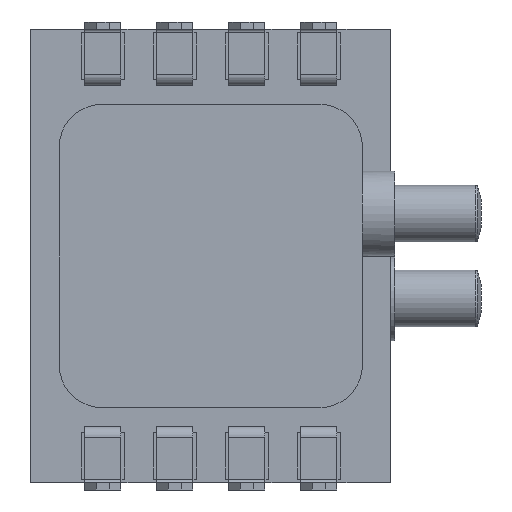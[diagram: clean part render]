
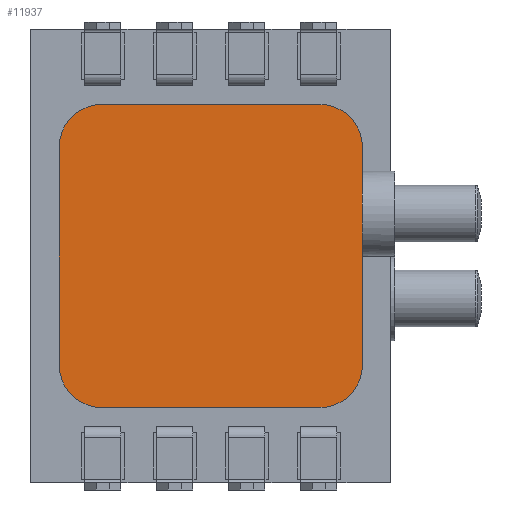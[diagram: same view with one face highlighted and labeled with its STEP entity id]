
A CAD part, front view. The second image highlights one B-rep face of the part: STEP entity #11937.
In plain terms, the highlighted planar face has unit normal (0, -1, 0).
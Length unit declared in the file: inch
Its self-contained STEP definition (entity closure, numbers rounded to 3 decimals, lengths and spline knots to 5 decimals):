
#1734 = EDGE_CURVE ( 'NONE', #9765, #10119, #12639, .T. ) ;
#1740 = EDGE_CURVE ( 'NONE', #10068, #10105, #12625, .T. ) ;
#1882 = EDGE_CURVE ( 'NONE', #9964, #10089, #12345, .T. ) ;
#1883 = EDGE_CURVE ( 'NONE', #9963, #9927, #12343, .T. ) ;
#1889 = EDGE_CURVE ( 'NONE', #10089, #9963, #12335, .T. ) ;
#1891 = EDGE_CURVE ( 'NONE', #9733, #9964, #12350, .T. ) ;
#1895 = EDGE_CURVE ( 'NONE', #9981, #10068, #12323, .T. ) ;
#1896 = EDGE_CURVE ( 'NONE', #10119, #9733, #12321, .T. ) ;
#1899 = EDGE_CURVE ( 'NONE', #9927, #9981, #12330, .T. ) ;
#1900 = EDGE_CURVE ( 'NONE', #10105, #9765, #12319, .T. ) ;
#3324 = DIRECTION ( 'NONE',  ( 0., 0., -1. ) ) ;
#3328 = CARTESIAN_POINT ( 'NONE',  ( 0.2105, -0.13578, -0.1515 ) ) ;
#3333 = DIRECTION ( 'NONE',  ( 1., 0., 0. ) ) ;
#3335 = CARTESIAN_POINT ( 'NONE',  ( -0.1515, -0.13578, 0.2105 ) ) ;
#3352 = DIRECTION ( 'NONE',  ( 0., 0., -1. ) ) ;
#3353 = DIRECTION ( 'NONE',  ( 0., 1., 0. ) ) ;
#3361 = DIRECTION ( 'NONE',  ( 0., 0., 1. ) ) ;
#3362 = DIRECTION ( 'NONE',  ( 0., 1., 0. ) ) ;
#3375 = CARTESIAN_POINT ( 'NONE',  ( 0.1515, -0.13578, -0.1515 ) ) ;
#3381 = CARTESIAN_POINT ( 'NONE',  ( 0.1515, -0.13578, 0.1515 ) ) ;
#3387 = DIRECTION ( 'NONE',  ( -1., 0., 0. ) ) ;
#3398 = DIRECTION ( 'NONE',  ( 0., 0., 1. ) ) ;
#3399 = CARTESIAN_POINT ( 'NONE',  ( -0.2105, -0.13578, -0.1515 ) ) ;
#3433 = CARTESIAN_POINT ( 'NONE',  ( -0.1515, -0.13578, -0.2105 ) ) ;
#3437 = DIRECTION ( 'NONE',  ( 0., 0., 1. ) ) ;
#3438 = DIRECTION ( 'NONE',  ( 0., 1., 0. ) ) ;
#3439 = CARTESIAN_POINT ( 'NONE',  ( -0.1515, -0.13578, 0.1515 ) ) ;
#3440 = DIRECTION ( 'NONE',  ( 0., 0., 1. ) ) ;
#3441 = DIRECTION ( 'NONE',  ( 0., 1., 0. ) ) ;
#3446 = CARTESIAN_POINT ( 'NONE',  ( -0.1515, -0.13578, -0.1515 ) ) ;
#3607 = CARTESIAN_POINT ( 'NONE',  ( 0.1515, -0.13578, 0.2105 ) ) ;
#3668 = CARTESIAN_POINT ( 'NONE',  ( -0.1515, -0.13578, -0.2105 ) ) ;
#3669 = CARTESIAN_POINT ( 'NONE',  ( -0.2105, -0.13578, 0.1515 ) ) ;
#3782 = CARTESIAN_POINT ( 'NONE',  ( -0.1515, -0.13578, 0.2105 ) ) ;
#4260 = CARTESIAN_POINT ( 'NONE',  ( 0.2105, -0.13578, 0.02205 ) ) ;
#4349 = CARTESIAN_POINT ( 'NONE',  ( 0.1515, -0.13578, -0.2105 ) ) ;
#4437 = CARTESIAN_POINT ( 'NONE',  ( 0.2105, -0.13578, -0.1515 ) ) ;
#4457 = CARTESIAN_POINT ( 'NONE',  ( 0.2105, -0.13578, 0.09595 ) ) ;
#4479 = CARTESIAN_POINT ( 'NONE',  ( -0.2105, -0.13578, -0.1515 ) ) ;
#4508 = CARTESIAN_POINT ( 'NONE',  ( 0.2105, -0.13578, 0.1515 ) ) ;
#6402 = EDGE_LOOP ( 'NONE', ( #13397, #13396, #13395, #13394, #13393, #13392, #13391, #13390, #13389, #13388 ) ) ;
#7230 = FACE_OUTER_BOUND ( 'NONE', #6402, .T. ) ;
#7729 = PLANE ( 'NONE',  #11588 ) ;
#8120 = DIRECTION ( 'NONE',  ( 0., -1., 0. ) ) ;
#8337 = DIRECTION ( 'NONE',  ( 0., 0., 1. ) ) ;
#8433 = CARTESIAN_POINT ( 'NONE',  ( -0.1515, -0.13578, 0.1515 ) ) ;
#9733 = VERTEX_POINT ( 'NONE', #4349 ) ;
#9765 = VERTEX_POINT ( 'NONE', #4260 ) ;
#9927 = VERTEX_POINT ( 'NONE', #3782 ) ;
#9963 = VERTEX_POINT ( 'NONE', #3669 ) ;
#9964 = VERTEX_POINT ( 'NONE', #3668 ) ;
#9981 = VERTEX_POINT ( 'NONE', #3607 ) ;
#10068 = VERTEX_POINT ( 'NONE', #4508 ) ;
#10089 = VERTEX_POINT ( 'NONE', #4479 ) ;
#10105 = VERTEX_POINT ( 'NONE', #4457 ) ;
#10119 = VERTEX_POINT ( 'NONE', #4437 ) ;
#11256 = AXIS2_PLACEMENT_3D ( 'NONE', #3375, #3353, #3352 ) ;
#11258 = AXIS2_PLACEMENT_3D ( 'NONE', #3381, #3362, #3361 ) ;
#11260 = AXIS2_PLACEMENT_3D ( 'NONE', #3439, #3438, #3437 ) ;
#11261 = AXIS2_PLACEMENT_3D ( 'NONE', #3446, #3441, #3440 ) ;
#11588 = AXIS2_PLACEMENT_3D ( 'NONE', #8433, #8120, #8337 ) ;
#11937 = ADVANCED_FACE ( 'NONE', ( #7230 ), #7729, .T. ) ;
#12318 = VECTOR ( 'NONE', #3324, 39.37008 ) ;
#12319 = LINE ( 'NONE', #3328, #12318 ) ;
#12321 = CIRCLE ( 'NONE', #11256, 0.059 ) ;
#12322 = VECTOR ( 'NONE', #3333, 39.37008 ) ;
#12323 = CIRCLE ( 'NONE', #11258, 0.059 ) ;
#12330 = LINE ( 'NONE', #3335, #12322 ) ;
#12331 = VECTOR ( 'NONE', #3387, 39.37008 ) ;
#12334 = VECTOR ( 'NONE', #3398, 39.37008 ) ;
#12335 = LINE ( 'NONE', #3399, #12334 ) ;
#12343 = CIRCLE ( 'NONE', #11260, 0.059 ) ;
#12345 = CIRCLE ( 'NONE', #11261, 0.059 ) ;
#12350 = LINE ( 'NONE', #3433, #12331 ) ;
#12625 = LINE ( 'NONE', #14743, #12630 ) ;
#12630 = VECTOR ( 'NONE', #14709, 39.37008 ) ;
#12634 = VECTOR ( 'NONE', #14742, 39.37008 ) ;
#12639 = LINE ( 'NONE', #14749, #12634 ) ;
#13388 = ORIENTED_EDGE ( 'NONE', *, *, #1899, .F. ) ;
#13389 = ORIENTED_EDGE ( 'NONE', *, *, #1895, .F. ) ;
#13390 = ORIENTED_EDGE ( 'NONE', *, *, #1740, .F. ) ;
#13391 = ORIENTED_EDGE ( 'NONE', *, *, #1900, .F. ) ;
#13392 = ORIENTED_EDGE ( 'NONE', *, *, #1734, .F. ) ;
#13393 = ORIENTED_EDGE ( 'NONE', *, *, #1896, .F. ) ;
#13394 = ORIENTED_EDGE ( 'NONE', *, *, #1891, .F. ) ;
#13395 = ORIENTED_EDGE ( 'NONE', *, *, #1882, .F. ) ;
#13396 = ORIENTED_EDGE ( 'NONE', *, *, #1889, .F. ) ;
#13397 = ORIENTED_EDGE ( 'NONE', *, *, #1883, .F. ) ;
#14709 = DIRECTION ( 'NONE',  ( 0., 0., -1. ) ) ;
#14742 = DIRECTION ( 'NONE',  ( 0., 0., -1. ) ) ;
#14743 = CARTESIAN_POINT ( 'NONE',  ( 0.2105, -0.13578, -0.1515 ) ) ;
#14749 = CARTESIAN_POINT ( 'NONE',  ( 0.2105, -0.13578, -0.1515 ) ) ;
